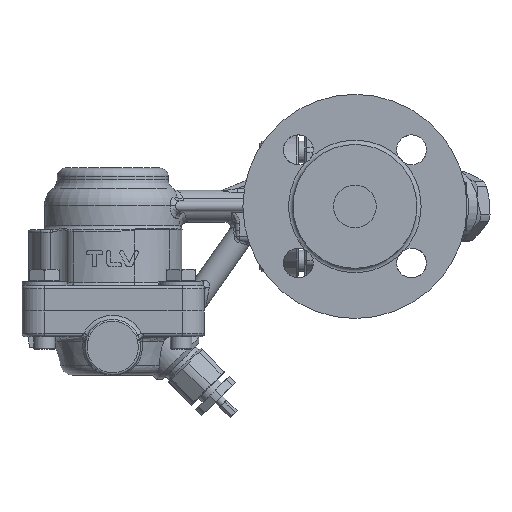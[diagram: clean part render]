
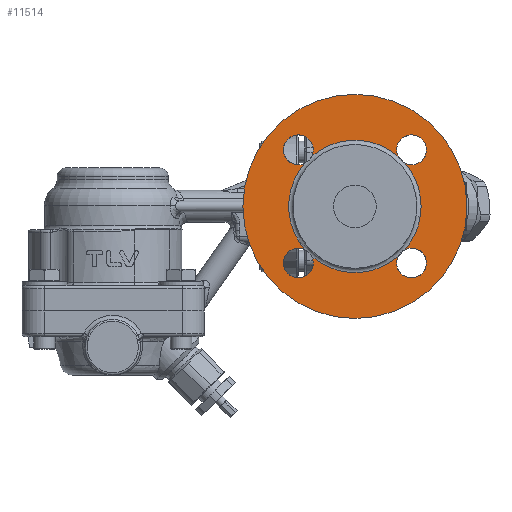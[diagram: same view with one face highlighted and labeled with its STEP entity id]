
A CAD part, front view. The second image highlights one B-rep face of the part: STEP entity #11514.
In plain terms, the highlighted planar face has unit normal (0, -1, 0).
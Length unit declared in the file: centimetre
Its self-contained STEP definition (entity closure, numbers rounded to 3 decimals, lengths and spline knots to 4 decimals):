
#475=FACE_BOUND('',#3239,.T.);
#1647=CIRCLE('',#12820,5.25);
#1648=CIRCLE('',#12821,3.1);
#1649=CIRCLE('',#12822,0.7);
#1650=CIRCLE('',#12823,3.1);
#1651=CIRCLE('',#12824,0.7);
#1652=CIRCLE('',#12825,3.1);
#1653=CIRCLE('',#12826,0.7);
#1654=CIRCLE('',#12827,3.1);
#1655=CIRCLE('',#12828,0.7);
#2395=FACE_OUTER_BOUND('',#3238,.T.);
#3238=EDGE_LOOP('',(#10085));
#3239=EDGE_LOOP('',(#10086,#10087,#10088,#10089,#10090,#10091,#10092,#10093));
#5372=VERTEX_POINT('',#24806);
#5373=VERTEX_POINT('',#24808);
#5374=VERTEX_POINT('',#24809);
#5375=VERTEX_POINT('',#24811);
#5376=VERTEX_POINT('',#24813);
#5377=VERTEX_POINT('',#24815);
#5378=VERTEX_POINT('',#24817);
#5379=VERTEX_POINT('',#24819);
#5380=VERTEX_POINT('',#24821);
#6966=EDGE_CURVE('',#5372,#5372,#1647,.T.);
#6967=EDGE_CURVE('',#5373,#5374,#1648,.T.);
#6968=EDGE_CURVE('',#5373,#5375,#1649,.T.);
#6969=EDGE_CURVE('',#5376,#5375,#1650,.T.);
#6970=EDGE_CURVE('',#5376,#5377,#1651,.T.);
#6971=EDGE_CURVE('',#5378,#5377,#1652,.T.);
#6972=EDGE_CURVE('',#5378,#5379,#1653,.T.);
#6973=EDGE_CURVE('',#5380,#5379,#1654,.T.);
#6974=EDGE_CURVE('',#5380,#5374,#1655,.T.);
#10085=ORIENTED_EDGE('',*,*,#6966,.F.);
#10086=ORIENTED_EDGE('',*,*,#6967,.F.);
#10087=ORIENTED_EDGE('',*,*,#6968,.T.);
#10088=ORIENTED_EDGE('',*,*,#6969,.F.);
#10089=ORIENTED_EDGE('',*,*,#6970,.T.);
#10090=ORIENTED_EDGE('',*,*,#6971,.F.);
#10091=ORIENTED_EDGE('',*,*,#6972,.T.);
#10092=ORIENTED_EDGE('',*,*,#6973,.F.);
#10093=ORIENTED_EDGE('',*,*,#6974,.T.);
#10481=PLANE('',#12819);
#11514=ADVANCED_FACE('',(#2395,#475),#10481,.T.);
#12819=AXIS2_PLACEMENT_3D('',#24805,#15910,#15911);
#12820=AXIS2_PLACEMENT_3D('',#24807,#15912,#15913);
#12821=AXIS2_PLACEMENT_3D('',#24810,#15914,#15915);
#12822=AXIS2_PLACEMENT_3D('',#24812,#15916,#15917);
#12823=AXIS2_PLACEMENT_3D('',#24814,#15918,#15919);
#12824=AXIS2_PLACEMENT_3D('',#24816,#15920,#15921);
#12825=AXIS2_PLACEMENT_3D('',#24818,#15922,#15923);
#12826=AXIS2_PLACEMENT_3D('',#24820,#15924,#15925);
#12827=AXIS2_PLACEMENT_3D('',#24822,#15926,#15927);
#12828=AXIS2_PLACEMENT_3D('',#24823,#15928,#15929);
#15910=DIRECTION('center_axis',(0.,-1.,0.));
#15911=DIRECTION('ref_axis',(1.,0.,0.));
#15912=DIRECTION('center_axis',(0.,1.,0.));
#15913=DIRECTION('ref_axis',(-1.,0.,0.));
#15914=DIRECTION('center_axis',(0.,-1.,0.));
#15915=DIRECTION('ref_axis',(-1.,0.,0.));
#15916=DIRECTION('center_axis',(0.,1.,0.));
#15917=DIRECTION('ref_axis',(0.,0.,
-1.));
#15918=DIRECTION('center_axis',(0.,-1.,0.));
#15919=DIRECTION('ref_axis',(-1.,0.,0.));
#15920=DIRECTION('center_axis',(0.,1.,0.));
#15921=DIRECTION('ref_axis',(-1.,0.,0.));
#15922=DIRECTION('center_axis',(0.,-1.,0.));
#15923=DIRECTION('ref_axis',(-1.,0.,0.));
#15924=DIRECTION('center_axis',(0.,1.,0.));
#15925=DIRECTION('ref_axis',(0.,0.,
1.));
#15926=DIRECTION('center_axis',(0.,-1.,0.));
#15927=DIRECTION('ref_axis',(-1.,0.,0.));
#15928=DIRECTION('center_axis',(0.,1.,0.));
#15929=DIRECTION('ref_axis',(1.,0.,0.));
#24805=CARTESIAN_POINT('Origin',(8.5259,0.2571,-2.2379));
#24806=CARTESIAN_POINT('',(13.7759,0.2571,-2.2379));
#24807=CARTESIAN_POINT('Origin',(8.5259,0.2571,-2.2379));
#24808=CARTESIAN_POINT('',(6.5072,0.2571,-4.5905));
#24809=CARTESIAN_POINT('',(10.5447,0.2571,-4.5905));
#24810=CARTESIAN_POINT('Origin',(8.5259,0.2571,-2.2379));
#24811=CARTESIAN_POINT('',(6.1733,0.2571,-4.2566));
#24812=CARTESIAN_POINT('Origin',(5.8743,0.2571,-4.8895));
#24813=CARTESIAN_POINT('',(6.1733,0.2571,-0.2191));
#24814=CARTESIAN_POINT('Origin',(8.5259,0.2571,-2.2379));
#24815=CARTESIAN_POINT('',(6.5072,0.2571,0.1147));
#24816=CARTESIAN_POINT('Origin',(5.8743,0.2571,0.4138));
#24817=CARTESIAN_POINT('',(10.5447,0.2571,0.1147));
#24818=CARTESIAN_POINT('Origin',(8.5259,0.2571,-2.2379));
#24819=CARTESIAN_POINT('',(10.8785,0.2571,-0.2191));
#24820=CARTESIAN_POINT('Origin',(11.1776,0.2571,0.4138));
#24821=CARTESIAN_POINT('',(10.8785,0.2571,-4.2566));
#24822=CARTESIAN_POINT('Origin',(8.5259,0.2571,-2.2379));
#24823=CARTESIAN_POINT('Origin',(11.1776,0.2571,-4.8895));
